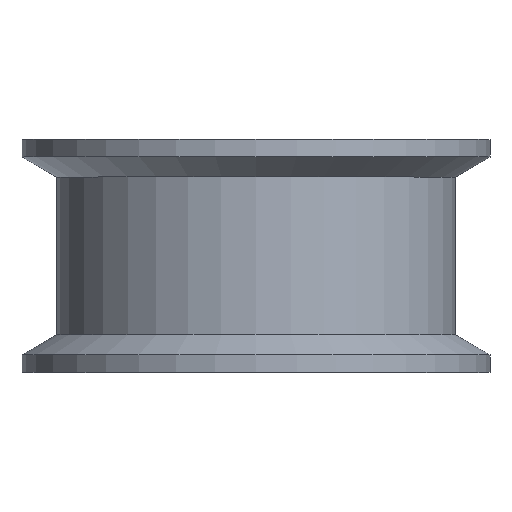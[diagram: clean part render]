
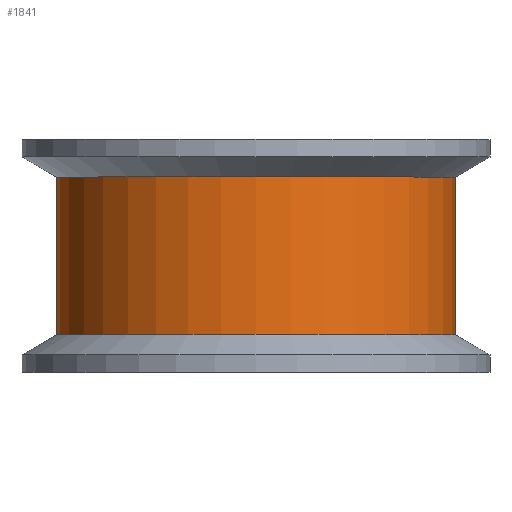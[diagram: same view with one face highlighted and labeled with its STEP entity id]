
A CAD part, top view. The second image highlights one B-rep face of the part: STEP entity #1841.
In plain terms, the highlighted cylindrical face has radius 34.2 mm (diameter 68.4 mm), a full revolution.
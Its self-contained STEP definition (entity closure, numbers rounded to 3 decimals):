
#150=CIRCLE('',#2039,34.2);
#151=CIRCLE('',#2041,34.2);
#191=CYLINDRICAL_SURFACE('',#2040,34.2);
#277=FACE_OUTER_BOUND('',#372,.T.);
#372=EDGE_LOOP('',(#1658,#1659,#1660,#1661));
#582=LINE('',#3596,#701);
#701=VECTOR('',#2513,34.2);
#887=VERTEX_POINT('',#3590);
#888=VERTEX_POINT('',#3594);
#1162=EDGE_CURVE('',#887,#887,#150,.T.);
#1164=EDGE_CURVE('',#888,#888,#151,.T.);
#1165=EDGE_CURVE('',#888,#887,#582,.T.);
#1658=ORIENTED_EDGE('',*,*,#1164,.F.);
#1659=ORIENTED_EDGE('',*,*,#1165,.T.);
#1660=ORIENTED_EDGE('',*,*,#1162,.T.);
#1661=ORIENTED_EDGE('',*,*,#1165,.F.);
#1841=ADVANCED_FACE('',(#277),#191,.T.);
#2039=AXIS2_PLACEMENT_3D('',#3591,#2506,#2507);
#2040=AXIS2_PLACEMENT_3D('',#3593,#2509,#2510);
#2041=AXIS2_PLACEMENT_3D('',#3595,#2511,#2512);
#2506=DIRECTION('center_axis',(0.,-1.,0.));
#2507=DIRECTION('ref_axis',(1.,0.,0.));
#2509=DIRECTION('center_axis',(0.,-1.,0.));
#2510=DIRECTION('ref_axis',(-1.,0.,0.));
#2511=DIRECTION('center_axis',(0.,-1.,0.));
#2512=DIRECTION('ref_axis',(1.,0.,0.));
#2513=DIRECTION('',(0.,1.,0.));
#3590=CARTESIAN_POINT('',(34.2,9.136,0.));
#3591=CARTESIAN_POINT('Origin',(0.,9.136,
0.));
#3593=CARTESIAN_POINT('Origin',(0.,-4.4,0.));
#3594=CARTESIAN_POINT('',(34.2,-17.936,0.));
#3595=CARTESIAN_POINT('Origin',(0.,-17.936,0.));
#3596=CARTESIAN_POINT('',(34.2,-4.4,0.));
